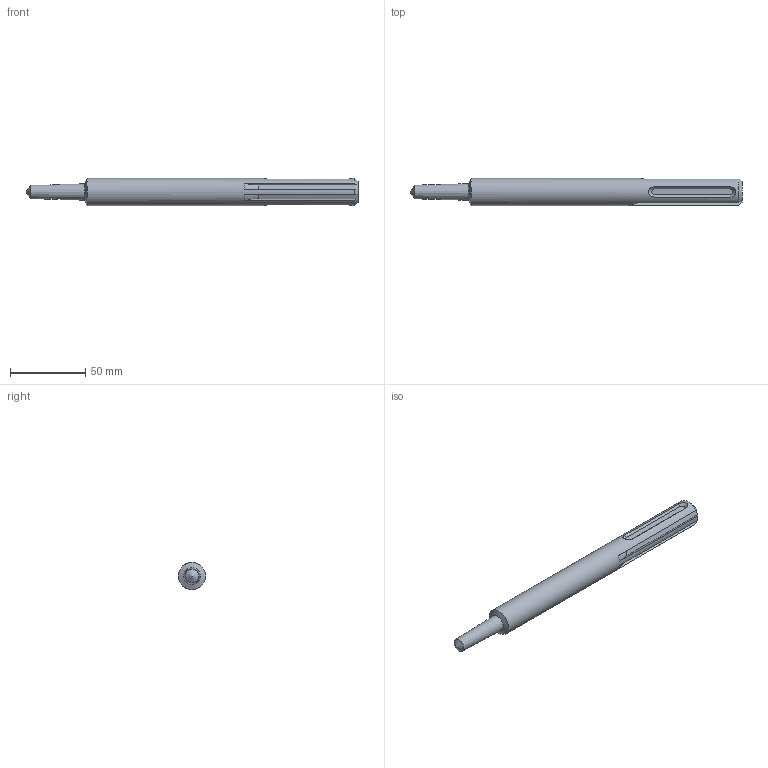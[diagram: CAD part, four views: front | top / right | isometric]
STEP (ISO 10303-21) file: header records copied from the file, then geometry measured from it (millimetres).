
FILE_DESCRIPTION(/* description */ (''),/* implementation_level */ '2;1');
FILE_NAME(/* name */ '505050 NU-SDS-MAX.ipt.stp',/* time_stamp */ '2023-05-19T14:07:12+03:00',/* author */ ('Man49'),/* organization */ (''),/* preprocessor_version */ 'ST-DEVELOPER v19.2',/* originating_system */ 'Autodesk Inventor 2023',/* authorisation */ '');
FILE_SCHEMA (('AUTOMOTIVE_DESIGN { 1 0 10303 214 3 1 1 }'));
Length unit declared in the file: millimetre
Products named in the file (1): NU-SDS-MAX
Bounding box: 220 x 18 x 18 mm (x, y, z)
Volume: 45569.7 mm3; surface area: 12772.5 mm2
Topology: 1 solids, 1 shells, 32 faces, 89 edges, 60 vertices
Faces by surface type: plane 17, cone 10, cylinder 3, bspline 2
Full cylindrical faces by diameter (mm): 18 x1
Entity records: 1181 total; most frequent: CARTESIAN_POINT 345, ORIENTED_EDGE 176, DIRECTION 147, EDGE_CURVE 88, VERTEX_POINT 60, AXIS2_PLACEMENT_3D 50, LINE 47, VECTOR 47
